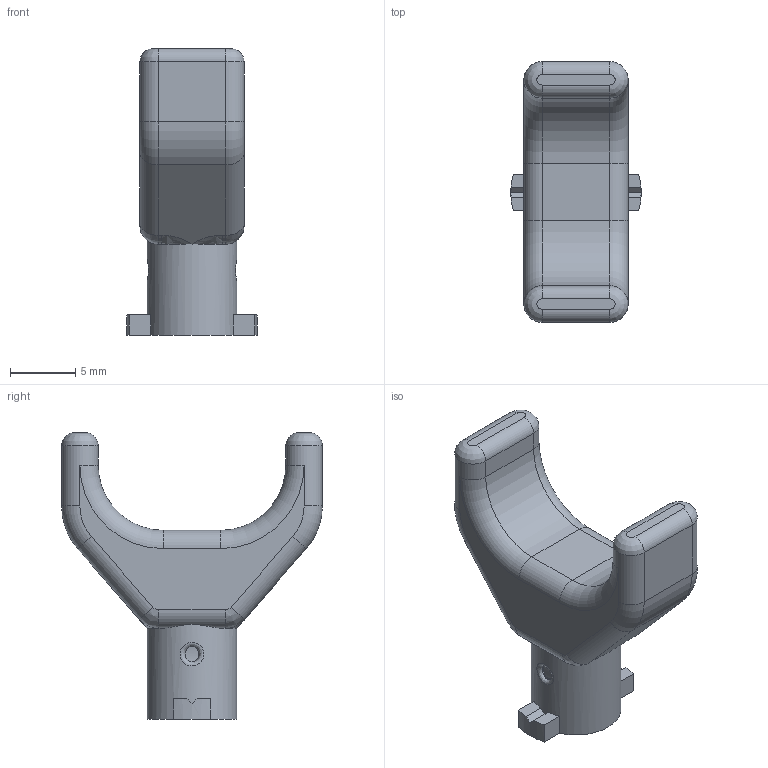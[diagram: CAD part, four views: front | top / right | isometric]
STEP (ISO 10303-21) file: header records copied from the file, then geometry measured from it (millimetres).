
FILE_DESCRIPTION(/* description */ (''),/* implementation_level */ '2;1');
FILE_NAME(/* name */ 'Goalpost Topper Medium.step',/* time_stamp */ '2025-04-09T15:31:34-07:00',/* author */ (''),/* organization */ (''),/* preprocessor_version */ 'ST-DEVELOPER v20.1',/* originating_system */ 'Autodesk Translation Framework v14.4.0.0',/* authorisation */ '');
FILE_SCHEMA (('AUTOMOTIVE_DESIGN { 1 0 10303 214 3 1 1 }'));
Length unit declared in the file: millimetre
Products named in the file (2): Goalpost Topper Medium; Goalpost Topper
Assembly tree (1 placements, depth 2):
  Goalpost Topper Medium
    Goalpost Topper
Bounding box: 10 x 20 x 22 mm (x, y, z)
Volume: 1432.4 mm3; surface area: 964.8 mm2
Topology: 1 solids, 1 shells, 81 faces, 197 edges, 115 vertices
Faces by surface type: cylinder 29, plane 28, bspline 16, torus 8
Full cylindrical faces by diameter (mm): 6.9 x1
Entity records: 2926 total; most frequent: CARTESIAN_POINT 1014, DIRECTION 412, ORIENTED_EDGE 386, EDGE_CURVE 193, AXIS2_PLACEMENT_3D 166, VERTEX_POINT 115, CIRCLE 90, EDGE_LOOP 82
